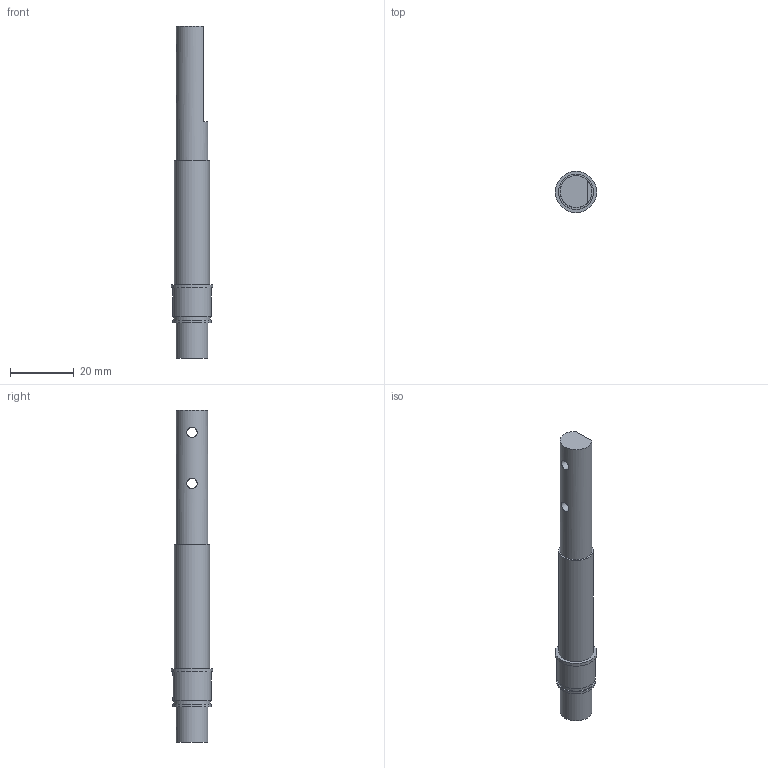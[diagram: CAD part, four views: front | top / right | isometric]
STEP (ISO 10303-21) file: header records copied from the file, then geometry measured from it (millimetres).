
FILE_DESCRIPTION(/* description */ (''),/* implementation_level */ '2;1');
FILE_NAME(/* name */ '',/* time_stamp */ '2025-04-17T13:10:43+03:00',/* author */ ('Artem Sannikov'),/* organization */ (''),/* preprocessor_version */ 'ST-DEVELOPER v20',/* originating_system */ 'Autodesk Inventor 2025',/* authorisation */ '');
FILE_SCHEMA (('AUTOMOTIVE_DESIGN { 1 0 10303 214 3 1 1 }'));
Length unit declared in the file: millimetre
Products named in the file (1): Вал вертикальной 
оси
Bounding box: 13 x 13 x 104 mm (x, y, z)
Volume: 8196.1 mm3; surface area: 4372.6 mm2
Topology: 1 solids, 2 shells, 30 faces, 60 edges, 46 vertices
Faces by surface type: plane 16, cylinder 14
Full cylindrical faces by diameter (mm): 2.459 x1, 3.242 x2, 5.981 x1, 6 x1, 10 x2, 11 x1, 11.3 x1, 12 x2, 13 x1
Entity records: 1008 total; most frequent: CARTESIAN_POINT 305, DIRECTION 138, ORIENTED_EDGE 116, EDGE_CURVE 58, AXIS2_PLACEMENT_3D 57, EDGE_LOOP 44, VERTEX_POINT 40, FACE_OUTER_BOUND 30
